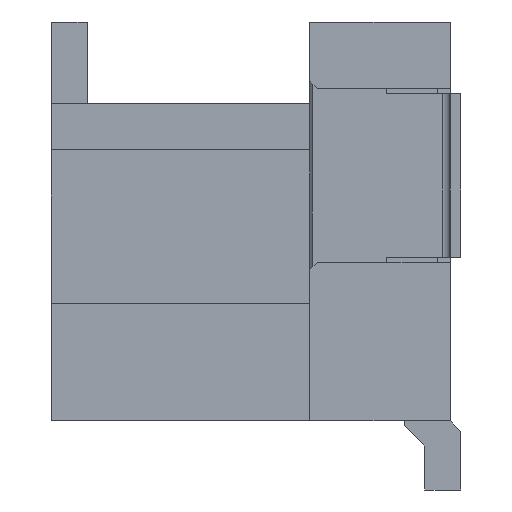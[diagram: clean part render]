
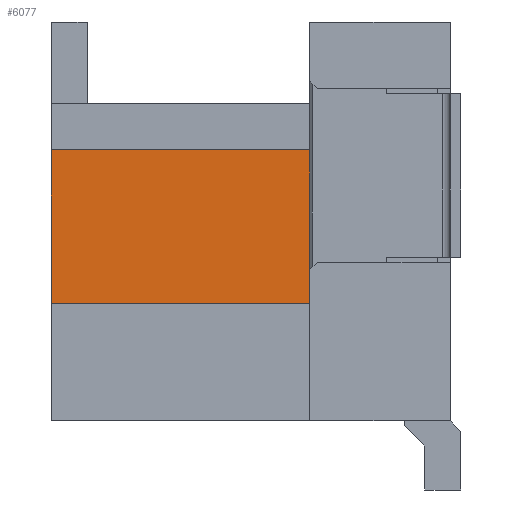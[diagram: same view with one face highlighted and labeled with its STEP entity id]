
A CAD part, left-side view. The second image highlights one B-rep face of the part: STEP entity #6077.
In plain terms, the highlighted planar face has unit normal (-1, 0, 0).
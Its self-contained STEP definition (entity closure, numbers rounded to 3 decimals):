
#958=DIRECTION('',(0.,0.,1.));
#959=VECTOR('',#958,0.05);
#960=CARTESIAN_POINT('',(-6.85,-0.15,
-0.64));
#961=LINE('',#960,#959);
#962=DIRECTION('',(0.,-1.,0.));
#963=VECTOR('',#962,5.05);
#964=CARTESIAN_POINT('',(-6.85,4.9,-0.64));
#965=LINE('',#964,#963);
#966=DIRECTION('',(0.,0.,-1.));
#967=VECTOR('',#966,3.);
#968=CARTESIAN_POINT('',(-6.85,4.9,2.36));
#969=LINE('',#968,#967);
#970=DIRECTION('',(0.,1.,0.));
#971=VECTOR('',#970,5.05);
#972=CARTESIAN_POINT('',(-6.85,-0.15,
2.36));
#973=LINE('',#972,#971);
#1026=DIRECTION('',(0.,0.,-1.));
#1027=VECTOR('',#1026,2.95);
#1028=CARTESIAN_POINT('',(-6.85,-0.15,
2.36));
#1029=LINE('',#1028,#1027);
#3814=CARTESIAN_POINT('',(-6.85,4.9,-0.64));
#3815=VERTEX_POINT('',#3814);
#3816=CARTESIAN_POINT('',(-6.85,4.9,2.36));
#3817=VERTEX_POINT('',#3816);
#4056=CARTESIAN_POINT('',(-6.85,-0.15,
2.36));
#4058=VERTEX_POINT('',#4056);
#4072=CARTESIAN_POINT('',(-6.85,-0.15,
-0.64));
#4073=CARTESIAN_POINT('',(-6.85,-0.15,
-0.59));
#4074=VERTEX_POINT('',#4072);
#4075=VERTEX_POINT('',#4073);
#6062=CARTESIAN_POINT('',(-6.85,-3.68,
-3.844));
#6063=DIRECTION('',(1.,0.,0.));
#6064=DIRECTION('',(0.,0.,1.));
#6065=AXIS2_PLACEMENT_3D('',#6062,#6063,#6064);
#6066=PLANE('',#6065);
#6068=ORIENTED_EDGE('',*,*,#6067,.F.);
#6070=ORIENTED_EDGE('',*,*,#6069,.F.);
#6071=ORIENTED_EDGE('',*,*,#5263,.F.);
#6072=ORIENTED_EDGE('',*,*,#6053,.F.);
#6074=ORIENTED_EDGE('',*,*,#6073,.T.);
#6075=EDGE_LOOP('',(#6068,#6070,#6071,#6072,#6074));
#6076=FACE_OUTER_BOUND('',#6075,.F.);
#6077=ADVANCED_FACE('',(#6076),#6066,.F.);
#5263=EDGE_CURVE('',#3817,#3815,#969,.T.);
#6053=EDGE_CURVE('',#4058,#3817,#973,.T.);
#6067=EDGE_CURVE('',#4074,#4075,#961,.T.);
#6069=EDGE_CURVE('',#3815,#4074,#965,.T.);
#6073=EDGE_CURVE('',#4058,#4075,#1029,.T.);
